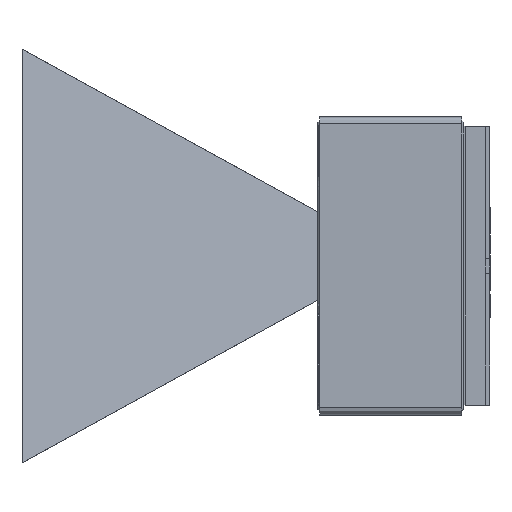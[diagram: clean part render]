
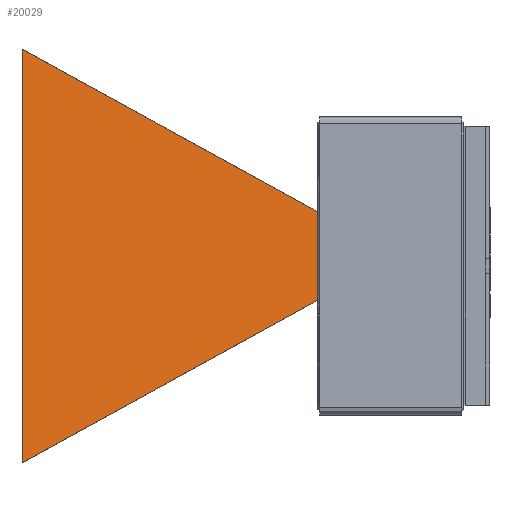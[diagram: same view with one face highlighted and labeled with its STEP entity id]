
A CAD part, left-side view. The second image highlights one B-rep face of the part: STEP entity #20029.
In plain terms, the highlighted free-form (B-spline) face has degree [3, 1] with [4, 2] control points.
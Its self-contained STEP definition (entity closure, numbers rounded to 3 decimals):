
#1024 = CARTESIAN_POINT ( 'NONE',  ( -2.099, -2.099, 4.361 ) ) ;
#1469 = CARTESIAN_POINT ( 'NONE',  ( -2.099, 0.7, 4.361 ) ) ;
#1545 = CARTESIAN_POINT ( 'NONE',  ( -0.45, 0.45, 1.361 ) ) ;
#1679 = VECTOR ( 'NONE', #10040, 1000. ) ;
#2693 = EDGE_CURVE ( 'NONE', #8300, #21583, #4684, .T. ) ;
#2966 = VERTEX_POINT ( 'NONE', #17566 ) ;
#3351 = LINE ( 'NONE', #14637, #1679 ) ;
#3750 = EDGE_CURVE ( 'NONE', #21583, #17577, #3351, .T. ) ;
#4684 = LINE ( 'NONE', #11352, #10719 ) ;
#4697 = ORIENTED_EDGE ( 'NONE', *, *, #3750, .T. ) ;
#5558 = ORIENTED_EDGE ( 'NONE', *, *, #8543, .T. ) ;
#6076 = DIRECTION ( 'NONE',  ( -0.434, 0.434, 0.79 ) ) ;
#6179 = LINE ( 'NONE', #12948, #9459 ) ;
#6689 = CARTESIAN_POINT ( 'NONE',  ( -0.45, -0.15, 1.361 ) ) ;
#7434 = ORIENTED_EDGE ( 'NONE', *, *, #2693, .T. ) ;
#8032 = CARTESIAN_POINT ( 'NONE',  ( -2.099, -0.7, 4.361 ) ) ;
#8218 = CARTESIAN_POINT ( 'NONE',  ( -550., 550., 1001.361 ) ) ;
#8300 = VERTEX_POINT ( 'NONE', #10034 ) ;
#8543 = EDGE_CURVE ( 'NONE', #17577, #2966, #19363, .T. ) ;
#9459 = VECTOR ( 'NONE', #6076, 1000. ) ;
#9976 = CARTESIAN_POINT ( 'NONE',  ( -550., -550., 1001.361 ) ) ;
#10034 = CARTESIAN_POINT ( 'NONE',  ( -0.45, 0.45, 1.361 ) ) ;
#10040 = DIRECTION ( 'NONE',  ( -0.434, -0.434, 0.79 ) ) ;
#10463 = EDGE_CURVE ( 'NONE', #8300, #2966, #6179, .T. ) ;
#10719 = VECTOR ( 'NONE', #18027, 1000. ) ;
#11352 = CARTESIAN_POINT ( 'NONE',  ( -0.45, 0.45, 1.361 ) ) ;
#12844 = CARTESIAN_POINT ( 'NONE',  ( -2.099, 2.099, 4.361 ) ) ;
#12948 = CARTESIAN_POINT ( 'NONE',  ( -0.45, 0.45, 1.361 ) ) ;
#13322 = ORIENTED_EDGE ( 'NONE', *, *, #10463, .F. ) ;
#13365 = CARTESIAN_POINT ( 'NONE',  ( -550., -183.333, 1001.361 ) ) ;
#13821 = CARTESIAN_POINT ( 'NONE',  ( -2.099, -2.099, 4.361 ) ) ;
#14637 = CARTESIAN_POINT ( 'NONE',  ( -0.45, -0.45, 1.361 ) ) ;
#16238 = CARTESIAN_POINT ( 'NONE',  ( -0.45, -0.45, 1.361 ) ) ;
#16526 = FACE_OUTER_BOUND ( 'NONE', #19473, .T. ) ;
#17566 = CARTESIAN_POINT ( 'NONE',  ( -2.099, 2.099, 4.361 ) ) ;
#17577 = VERTEX_POINT ( 'NONE', #13821 ) ;
#17842 = B_SPLINE_SURFACE_WITH_KNOTS ( 'NONE', 3, 1, ( 
 ( #1545, #8218 ),
 ( #21566, #19920 ),
 ( #6689, #13365 ),
 ( #18278, #9976 ) ),
 .UNSPECIFIED., .F., .F., .F.,
 ( 4, 4 ),
 ( 2, 2 ),
 ( 0., 1. ),
 ( 0., 1. ),
 .UNSPECIFIED. ) ;
#18027 = DIRECTION ( 'NONE',  ( 0., -1., 0. ) ) ;
#18278 = CARTESIAN_POINT ( 'NONE',  ( -0.45, -0.45, 1.361 ) ) ;
#19363 = B_SPLINE_CURVE_WITH_KNOTS ( 'NONE', 3,
 ( #1024, #8032, #1469, #12844 ),
 .UNSPECIFIED., .F., .F.,
 ( 4, 4 ),
 ( 0., 0.004 ),
 .UNSPECIFIED. ) ;
#19473 = EDGE_LOOP ( 'NONE', ( #4697, #5558, #13322, #7434 ) ) ;
#19920 = CARTESIAN_POINT ( 'NONE',  ( -550., 183.333, 1001.361 ) ) ;
#20029 = ADVANCED_FACE ( 'NONE', ( #16526 ), #17842, .T. ) ;
#21566 = CARTESIAN_POINT ( 'NONE',  ( -0.45, 0.15, 1.361 ) ) ;
#21583 = VERTEX_POINT ( 'NONE', #16238 ) ;
